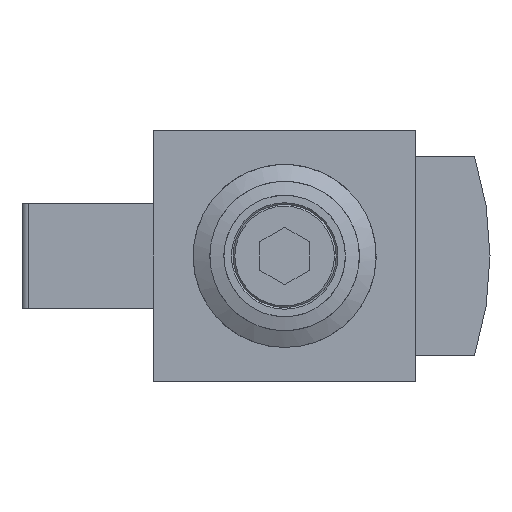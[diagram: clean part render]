
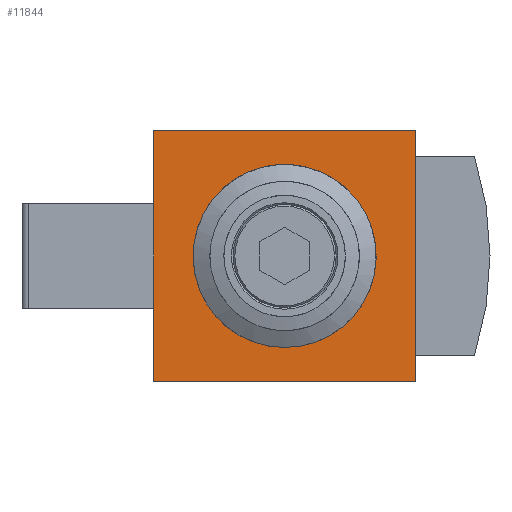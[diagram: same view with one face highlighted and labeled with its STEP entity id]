
A CAD part, front view. The second image highlights one B-rep face of the part: STEP entity #11844.
In plain terms, the highlighted planar face has unit normal (0, -1, 0).
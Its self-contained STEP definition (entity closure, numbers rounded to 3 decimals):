
#173=PLANE('',#12454);
#478=LINE('',#15553,#1342);
#585=LINE('',#15777,#1449);
#600=LINE('',#15815,#1464);
#694=LINE('',#16299,#1558);
#1342=VECTOR('',#13083,1000.);
#1449=VECTOR('',#13256,1000.);
#1464=VECTOR('',#13285,1000.);
#1558=VECTOR('',#13547,1000.);
#2948=ORIENTED_EDGE('',*,*,#5258,.F.);
#2949=ORIENTED_EDGE('',*,*,#4785,.F.);
#2950=ORIENTED_EDGE('',*,*,#4900,.F.);
#2951=ORIENTED_EDGE('',*,*,#5098,.F.);
#2952=ORIENTED_EDGE('',*,*,#4920,.F.);
#4785=EDGE_CURVE('',#6016,#6017,#478,.T.);
#4900=EDGE_CURVE('',#6100,#6016,#585,.T.);
#4920=EDGE_CURVE('',#6017,#6117,#600,.T.);
#5098=EDGE_CURVE('',#6117,#6100,#694,.T.);
#5258=EDGE_CURVE('',#6393,#6393,#6886,.F.);
#6016=VERTEX_POINT('',#15552);
#6017=VERTEX_POINT('',#15554);
#6100=VERTEX_POINT('',#15776);
#6117=VERTEX_POINT('',#15816);
#6393=VERTEX_POINT('',#16619);
#6886=CIRCLE('',#12455,14.7);
#7164=EDGE_LOOP('',(#2948));
#7165=EDGE_LOOP('',(#2949,#2950,#2951,#2952));
#7735=FACE_BOUND('',#7164,.T.);
#7736=FACE_BOUND('',#7165,.T.);
#11844=ADVANCED_FACE('',(#7735,#7736),#173,.F.);
#12454=AXIS2_PLACEMENT_3D('',#16617,#13811,#13812);
#12455=AXIS2_PLACEMENT_3D('',#16618,#13813,#13814);
#13083=DIRECTION('',(0.,0.,1.));
#13256=DIRECTION('',(-1.,0.,0.));
#13285=DIRECTION('',(1.,0.,0.));
#13547=DIRECTION('',(0.,0.,-1.));
#13811=DIRECTION('',(0.,1.,0.));
#13812=DIRECTION('',(0.,0.,1.));
#13813=DIRECTION('',(0.,1.,0.));
#13814=DIRECTION('',(0.,0.,1.));
#15552=CARTESIAN_POINT('',(-21.,-31.5,-20.1));
#15553=CARTESIAN_POINT('',(-21.,-31.5,-20.1));
#15554=CARTESIAN_POINT('',(-21.,-31.5,20.1));
#15776=CARTESIAN_POINT('',(21.,-31.5,-20.1));
#15777=CARTESIAN_POINT('',(21.,-31.5,-20.1));
#15815=CARTESIAN_POINT('',(-21.,-31.5,20.1));
#15816=CARTESIAN_POINT('',(21.,-31.5,20.1));
#16299=CARTESIAN_POINT('',(21.,-31.5,20.1));
#16617=CARTESIAN_POINT('',(0.,-31.5,0.));
#16618=CARTESIAN_POINT('',(0.,-31.5,0.));
#16619=CARTESIAN_POINT('',(0.,-31.5,14.7));
